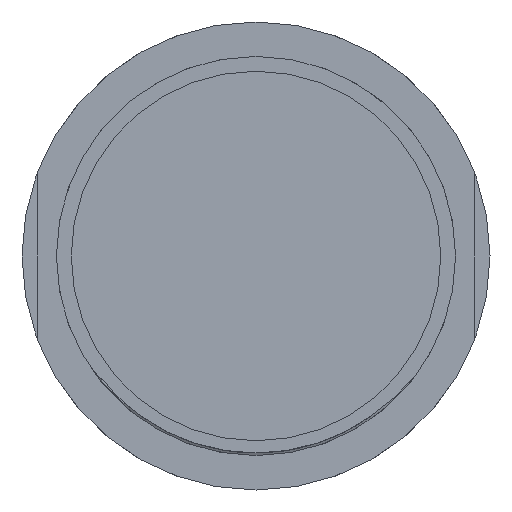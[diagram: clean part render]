
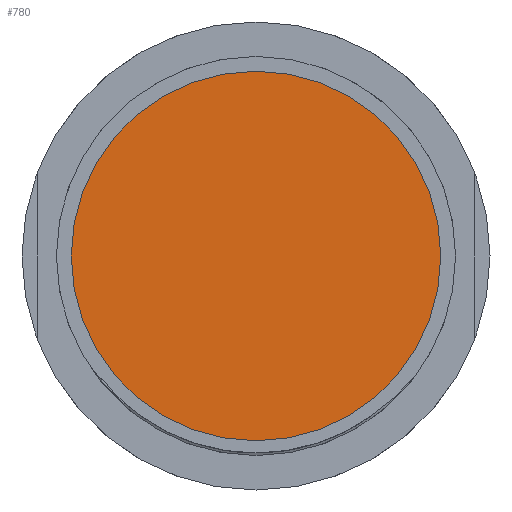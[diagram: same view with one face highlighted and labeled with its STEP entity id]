
A CAD part, front view. The second image highlights one B-rep face of the part: STEP entity #780.
In plain terms, the highlighted planar face has unit normal (0, -1, 0).
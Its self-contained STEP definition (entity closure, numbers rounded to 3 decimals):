
#44=PLANE('',#861);
#81=FACE_OUTER_BOUND('',#128,.T.);
#128=EDGE_LOOP('',(#651));
#154=CIRCLE('',#862,29.6);
#356=VERTEX_POINT('',#3756);
#463=EDGE_CURVE('',#356,#356,#154,.T.);
#651=ORIENTED_EDGE('',*,*,#463,.T.);
#780=ADVANCED_FACE('',(#81),#44,.F.);
#861=AXIS2_PLACEMENT_3D('',#3755,#994,#995);
#862=AXIS2_PLACEMENT_3D('',#3757,#996,#997);
#994=DIRECTION('center_axis',(0.,1.,0.));
#995=DIRECTION('ref_axis',(1.,0.,0.));
#996=DIRECTION('center_axis',(0.,-1.,0.));
#997=DIRECTION('ref_axis',(1.,0.,0.));
#3755=CARTESIAN_POINT('Origin',(0.,0.,0.));
#3756=CARTESIAN_POINT('',(-29.6,0.,0.));
#3757=CARTESIAN_POINT('Origin',(0.,0.,0.));
